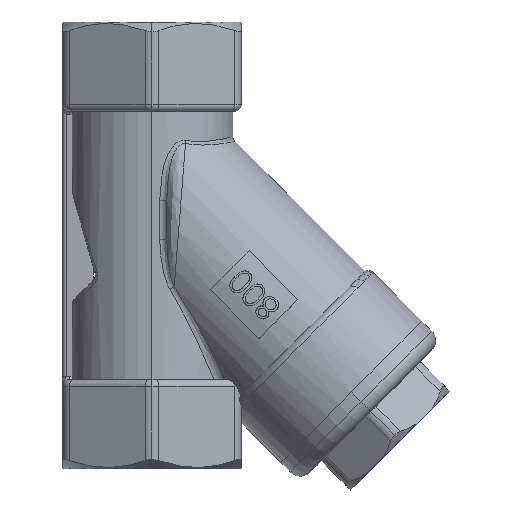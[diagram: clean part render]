
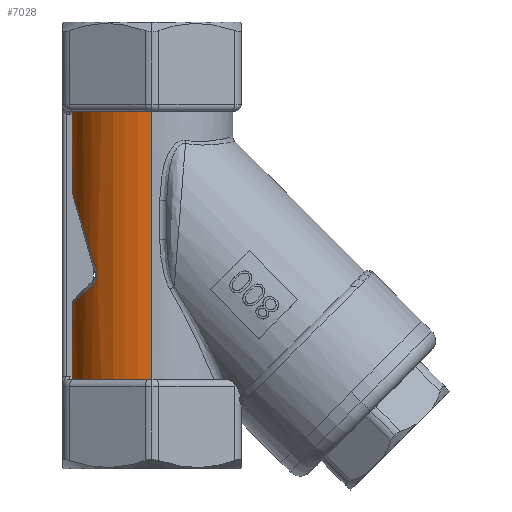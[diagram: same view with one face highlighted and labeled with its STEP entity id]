
A CAD part, left-side view. The second image highlights one B-rep face of the part: STEP entity #7028.
In plain terms, the highlighted cylindrical face has radius 11.75 mm (diameter 23.5 mm), a partial arc.
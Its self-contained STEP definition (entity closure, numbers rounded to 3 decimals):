
#605=B_SPLINE_CURVE_WITH_KNOTS('',3,(#25687,#25688,#25689,#25690,#25691),
 .UNSPECIFIED.,.F.,.F.,(4,1,4),(0.,0.5,1.),.UNSPECIFIED.);
#609=B_SPLINE_CURVE_WITH_KNOTS('',3,(#25844,#25845,#25846,#25847,#25848),
 .UNSPECIFIED.,.F.,.F.,(4,1,4),(0.,0.5,1.),.UNSPECIFIED.);
#630=B_SPLINE_CURVE_WITH_KNOTS('',3,(#26396,#26397,#26398,#26399,#26400,
#26401,#26402,#26403,#26404),.UNSPECIFIED.,.F.,.F.,(4,1,1,1,1,1,4),(0.,
0.25,0.375,0.5,0.625,0.75,1.),.UNSPECIFIED.);
#633=B_SPLINE_CURVE_WITH_KNOTS('',3,(#26512,#26513,#26514,#26515,#26516,
#26517),.UNSPECIFIED.,.F.,.F.,(4,1,1,4),(0.,0.5,0.75,1.),.UNSPECIFIED.);
#636=B_SPLINE_CURVE_WITH_KNOTS('',3,(#26547,#26548,#26549,#26550,#26551,
#26552,#26553),.UNSPECIFIED.,.F.,.F.,(4,1,1,1,4),(0.,0.25,0.5,0.75,1.),
 .UNSPECIFIED.);
#858=CYLINDRICAL_SURFACE('',#7574,11.75);
#1165=CIRCLE('',#7447,11.75);
#1169=CIRCLE('',#7452,11.75);
#3267=ORIENTED_EDGE('',*,*,#4274,.T.);
#3268=ORIENTED_EDGE('',*,*,#4413,.T.);
#3269=ORIENTED_EDGE('',*,*,#4270,.F.);
#3270=ORIENTED_EDGE('',*,*,#3900,.T.);
#3271=ORIENTED_EDGE('',*,*,#4264,.F.);
#3272=ORIENTED_EDGE('',*,*,#4014,.T.);
#3273=ORIENTED_EDGE('',*,*,#4018,.T.);
#3274=ORIENTED_EDGE('',*,*,#4021,.T.);
#3275=ORIENTED_EDGE('',*,*,#4265,.F.);
#3276=ORIENTED_EDGE('',*,*,#3909,.T.);
#3900=EDGE_CURVE('',#4793,#4792,#605,.F.);
#3909=EDGE_CURVE('',#4800,#4799,#609,.F.);
#4014=EDGE_CURVE('',#4875,#4874,#630,.T.);
#4018=EDGE_CURVE('',#4874,#4878,#633,.T.);
#4021=EDGE_CURVE('',#4878,#4879,#636,.T.);
#4264=EDGE_CURVE('',#4875,#4792,#5316,.T.);
#4265=EDGE_CURVE('',#4800,#4879,#5317,.T.);
#4270=EDGE_CURVE('',#4793,#5085,#1165,.T.);
#4274=EDGE_CURVE('',#4799,#5086,#1169,.T.);
#4413=EDGE_CURVE('',#5086,#5085,#5413,.T.);
#4792=VERTEX_POINT('',#25686);
#4793=VERTEX_POINT('',#25692);
#4799=VERTEX_POINT('',#25843);
#4800=VERTEX_POINT('',#25849);
#4874=VERTEX_POINT('',#26395);
#4875=VERTEX_POINT('',#26405);
#4878=VERTEX_POINT('',#26511);
#4879=VERTEX_POINT('',#26545);
#5085=VERTEX_POINT('',#35021);
#5086=VERTEX_POINT('',#35027);
#5316=LINE('',#35010,#5623);
#5317=LINE('',#35011,#5624);
#5413=LINE('',#35477,#5720);
#5623=VECTOR('',#8530,1000.);
#5624=VECTOR('',#8531,1000.);
#5720=VECTOR('',#8889,1000.);
#6152=EDGE_LOOP('',(#3267,#3268,#3269,#3270,#3271,#3272,#3273,#3274,#3275,
#3276));
#6596=FACE_BOUND('',#6152,.T.);
#7028=ADVANCED_FACE('',(#6596),#858,.T.);
#7447=AXIS2_PLACEMENT_3D('',#35020,#8542,#8543);
#7452=AXIS2_PLACEMENT_3D('',#35026,#8552,#8553);
#7574=AXIS2_PLACEMENT_3D('',#35478,#8890,#8891);
#8530=DIRECTION('',(0.,0.,1.));
#8531=DIRECTION('',(0.,0.,1.));
#8542=DIRECTION('',(0.,0.,1.));
#8543=DIRECTION('',(1.,0.,0.));
#8552=DIRECTION('',(0.,0.,1.));
#8553=DIRECTION('',(1.,0.,0.));
#8889=DIRECTION('',(0.,0.,1.));
#8890=DIRECTION('',(0.,0.,1.));
#8891=DIRECTION('',(1.,0.,0.));
#25686=CARTESIAN_POINT('',(-2.,11.579,19.));
#25687=CARTESIAN_POINT('',(-2.,11.579,19.));
#25688=CARTESIAN_POINT('',(-2.,11.579,19.129));
#25689=CARTESIAN_POINT('',(-2.123,11.558,19.396));
#25690=CARTESIAN_POINT('',(-2.349,11.514,19.5));
#25691=CARTESIAN_POINT('',(-2.5,11.481,19.5));
#25692=CARTESIAN_POINT('',(-2.5,11.481,19.5));
#25843=CARTESIAN_POINT('',(-2.5,11.481,-19.5));
#25844=CARTESIAN_POINT('',(-2.5,11.481,-19.5));
#25845=CARTESIAN_POINT('',(-2.349,11.514,-19.5));
#25846=CARTESIAN_POINT('',(-2.122,11.558,-19.396));
#25847=CARTESIAN_POINT('',(-2.,11.579,-19.129));
#25848=CARTESIAN_POINT('',(-2.,11.579,-19.));
#25849=CARTESIAN_POINT('',(-2.,11.579,-19.));
#26395=CARTESIAN_POINT('',(-8.618,7.987,-3.815));
#26396=CARTESIAN_POINT('',(-2.,11.579,7.784));
#26397=CARTESIAN_POINT('',(-2.618,11.472,7.44));
#26398=CARTESIAN_POINT('',(-3.542,11.235,6.672));
#26399=CARTESIAN_POINT('',(-4.733,10.77,5.172));
#26400=CARTESIAN_POINT('',(-5.623,10.331,3.758));
#26401=CARTESIAN_POINT('',(-6.402,9.867,2.257));
#26402=CARTESIAN_POINT('',(-7.441,9.133,-0.114));
#26403=CARTESIAN_POINT('',(-8.166,8.475,-2.238));
#26404=CARTESIAN_POINT('',(-8.618,7.987,-3.815));
#26405=CARTESIAN_POINT('',(-2.,11.579,7.784));
#26511=CARTESIAN_POINT('',(-8.066,8.544,-5.774));
#26512=CARTESIAN_POINT('',(-8.618,7.987,-3.815));
#26513=CARTESIAN_POINT('',(-8.723,7.873,-4.18));
#26514=CARTESIAN_POINT('',(-8.713,7.887,-4.788));
#26515=CARTESIAN_POINT('',(-8.399,8.221,-5.434));
#26516=CARTESIAN_POINT('',(-8.191,8.426,-5.666));
#26517=CARTESIAN_POINT('',(-8.066,8.544,-5.774));
#26545=CARTESIAN_POINT('',(-2.,11.579,-8.55));
#26547=CARTESIAN_POINT('',(-8.066,8.544,-5.774));
#26548=CARTESIAN_POINT('',(-7.635,8.951,-6.146));
#26549=CARTESIAN_POINT('',(-6.718,9.689,-6.821));
#26550=CARTESIAN_POINT('',(-5.291,10.537,-7.598));
#26551=CARTESIAN_POINT('',(-3.658,11.212,-8.214));
#26552=CARTESIAN_POINT('',(-2.556,11.483,-8.462));
#26553=CARTESIAN_POINT('',(-2.,11.579,-8.55));
#35010=CARTESIAN_POINT('',(-2.,11.579,-19.5));
#35011=CARTESIAN_POINT('',(-2.,11.579,-19.5));
#35020=CARTESIAN_POINT('',(0.,0.,19.5));
#35021=CARTESIAN_POINT('',(-11.75,0.,19.5));
#35026=CARTESIAN_POINT('',(0.,0.,-19.5));
#35027=CARTESIAN_POINT('',(-11.75,0.,-19.5));
#35477=CARTESIAN_POINT('',(-11.75,0.,-19.5));
#35478=CARTESIAN_POINT('',(0.,0.,-19.5));
